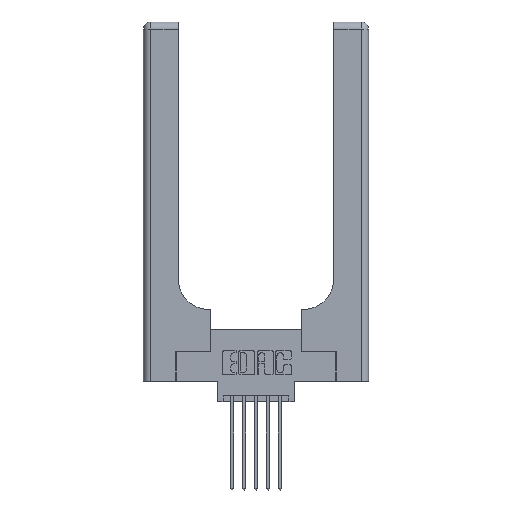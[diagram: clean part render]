
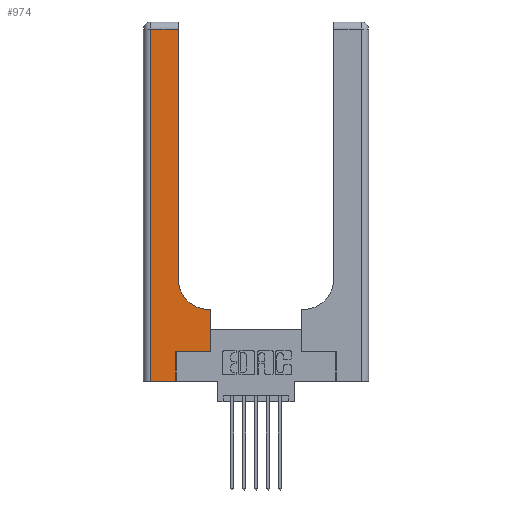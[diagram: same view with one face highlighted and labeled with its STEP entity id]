
A CAD part, top view. The second image highlights one B-rep face of the part: STEP entity #974.
In plain terms, the highlighted planar face has unit normal (0, 0, 1).
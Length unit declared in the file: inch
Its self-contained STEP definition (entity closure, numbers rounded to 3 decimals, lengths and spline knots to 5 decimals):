
#54 = EDGE_CURVE ( 'NONE', #5640, #12891, #3916, .T. ) ;
#321 = VERTEX_POINT ( 'NONE', #2040 ) ;
#328 = ORIENTED_EDGE ( 'NONE', *, *, #7548, .T. ) ;
#336 = LINE ( 'NONE', #4608, #14253 ) ;
#839 = CARTESIAN_POINT ( 'NONE',  ( 0.2915, 3., 0.37 ) ) ;
#974 = ADVANCED_FACE ( 'NONE', ( #7873 ), #8041, .F. ) ;
#1069 = ORIENTED_EDGE ( 'NONE', *, *, #13470, .T. ) ;
#1077 = VERTEX_POINT ( 'NONE', #6951 ) ;
#1078 = CARTESIAN_POINT ( 'NONE',  ( 0.5415, 0.85, 0.37 ) ) ;
#1744 = VECTOR ( 'NONE', #1841, 39.37008 ) ;
#1841 = DIRECTION ( 'NONE',  ( -1., 0., 0. ) ) ;
#1922 = AXIS2_PLACEMENT_3D ( 'NONE', #1078, #8902, #2233 ) ;
#2040 = CARTESIAN_POINT ( 'NONE',  ( 0.5585, 0.6, 0.37 ) ) ;
#2054 = CARTESIAN_POINT ( 'NONE',  ( 0.06, 3., 0.37 ) ) ;
#2148 = VECTOR ( 'NONE', #7581, 39.37008 ) ;
#2233 = DIRECTION ( 'NONE',  ( 1., 0., 0. ) ) ;
#2493 = EDGE_CURVE ( 'NONE', #9146, #5640, #5933, .T. ) ;
#2595 = DIRECTION ( 'NONE',  ( 0., 1., 0. ) ) ;
#3531 = DIRECTION ( 'NONE',  ( 1., 0., 0. ) ) ;
#3564 = VECTOR ( 'NONE', #7703, 39.37008 ) ;
#3916 = LINE ( 'NONE', #7690, #3564 ) ;
#4295 = CARTESIAN_POINT ( 'NONE',  ( 0.269, 0.25, 0.37 ) ) ;
#4321 = EDGE_LOOP ( 'NONE', ( #6889, #5337, #8600, #8943, #328, #12125, #1069, #10609, #13117 ) ) ;
#4455 = LINE ( 'NONE', #5129, #7384 ) ;
#4608 = CARTESIAN_POINT ( 'NONE',  ( 0.269, 0.25, 0.37 ) ) ;
#4699 = CARTESIAN_POINT ( 'NONE',  ( 0.06, 2.94, 0.37 ) ) ;
#4717 = AXIS2_PLACEMENT_3D ( 'NONE', #8502, #8011, #8007 ) ;
#4729 = CARTESIAN_POINT ( 'NONE',  ( 0.5415, 0.6, 0.37 ) ) ;
#4787 = LINE ( 'NONE', #6333, #1744 ) ;
#5129 = CARTESIAN_POINT ( 'NONE',  ( 0., 2.94, 0.37 ) ) ;
#5160 = CARTESIAN_POINT ( 'NONE',  ( 0.2915, 0.85, 0.37 ) ) ;
#5171 = LINE ( 'NONE', #839, #2148 ) ;
#5337 = ORIENTED_EDGE ( 'NONE', *, *, #11785, .T. ) ;
#5392 = EDGE_CURVE ( 'NONE', #321, #9778, #4787, .T. ) ;
#5640 = VERTEX_POINT ( 'NONE', #7819 ) ;
#5933 = LINE ( 'NONE', #2054, #13179 ) ;
#6320 = CARTESIAN_POINT ( 'NONE',  ( 0.5585, 0.25, 0.37 ) ) ;
#6333 = CARTESIAN_POINT ( 'NONE',  ( 0.2915, 0.6, 0.37 ) ) ;
#6889 = ORIENTED_EDGE ( 'NONE', *, *, #11327, .T. ) ;
#6951 = CARTESIAN_POINT ( 'NONE',  ( 0.2915, 2.94, 0.37 ) ) ;
#7384 = VECTOR ( 'NONE', #13657, 39.37008 ) ;
#7548 = EDGE_CURVE ( 'NONE', #12891, #11908, #10875, .T. ) ;
#7581 = DIRECTION ( 'NONE',  ( 0., 1., 0. ) ) ;
#7690 = CARTESIAN_POINT ( 'NONE',  ( 0., 0., 0.37 ) ) ;
#7703 = DIRECTION ( 'NONE',  ( 1., 0., 0. ) ) ;
#7774 = CIRCLE ( 'NONE', #1922, 0.25 ) ;
#7819 = CARTESIAN_POINT ( 'NONE',  ( 0.06, 0., 0.37 ) ) ;
#7873 = FACE_OUTER_BOUND ( 'NONE', #4321, .T. ) ;
#8007 = DIRECTION ( 'NONE',  ( -1., 0., 0. ) ) ;
#8011 = DIRECTION ( 'NONE',  ( 0., 0., -1. ) ) ;
#8021 = VECTOR ( 'NONE', #2595, 39.37008 ) ;
#8041 = PLANE ( 'NONE',  #4717 ) ;
#8369 = VERTEX_POINT ( 'NONE', #12691 ) ;
#8502 = CARTESIAN_POINT ( 'NONE',  ( 0., 3., 0.37 ) ) ;
#8600 = ORIENTED_EDGE ( 'NONE', *, *, #2493, .T. ) ;
#8902 = DIRECTION ( 'NONE',  ( 0., 0., -1. ) ) ;
#8943 = ORIENTED_EDGE ( 'NONE', *, *, #54, .T. ) ;
#9146 = VERTEX_POINT ( 'NONE', #4699 ) ;
#9778 = VERTEX_POINT ( 'NONE', #4729 ) ;
#10008 = VERTEX_POINT ( 'NONE', #5160 ) ;
#10578 = LINE ( 'NONE', #6320, #14058 ) ;
#10609 = ORIENTED_EDGE ( 'NONE', *, *, #5392, .T. ) ;
#10875 = LINE ( 'NONE', #13462, #8021 ) ;
#10999 = EDGE_CURVE ( 'NONE', #11908, #8369, #336, .T. ) ;
#11327 = EDGE_CURVE ( 'NONE', #10008, #1077, #5171, .T. ) ;
#11541 = CARTESIAN_POINT ( 'NONE',  ( 0.269, 0., 0.37 ) ) ;
#11785 = EDGE_CURVE ( 'NONE', #1077, #9146, #4455, .T. ) ;
#11908 = VERTEX_POINT ( 'NONE', #4295 ) ;
#12053 = EDGE_CURVE ( 'NONE', #9778, #10008, #7774, .T. ) ;
#12125 = ORIENTED_EDGE ( 'NONE', *, *, #10999, .T. ) ;
#12691 = CARTESIAN_POINT ( 'NONE',  ( 0.5585, 0.25, 0.37 ) ) ;
#12787 = DIRECTION ( 'NONE',  ( 0., 1., 0. ) ) ;
#12891 = VERTEX_POINT ( 'NONE', #11541 ) ;
#13117 = ORIENTED_EDGE ( 'NONE', *, *, #12053, .T. ) ;
#13179 = VECTOR ( 'NONE', #14024, 39.37008 ) ;
#13462 = CARTESIAN_POINT ( 'NONE',  ( 0.269, 0., 0.37 ) ) ;
#13470 = EDGE_CURVE ( 'NONE', #8369, #321, #10578, .T. ) ;
#13657 = DIRECTION ( 'NONE',  ( -1., 0., 0. ) ) ;
#14024 = DIRECTION ( 'NONE',  ( 0., -1., 0. ) ) ;
#14058 = VECTOR ( 'NONE', #12787, 39.37008 ) ;
#14253 = VECTOR ( 'NONE', #3531, 39.37008 ) ;
